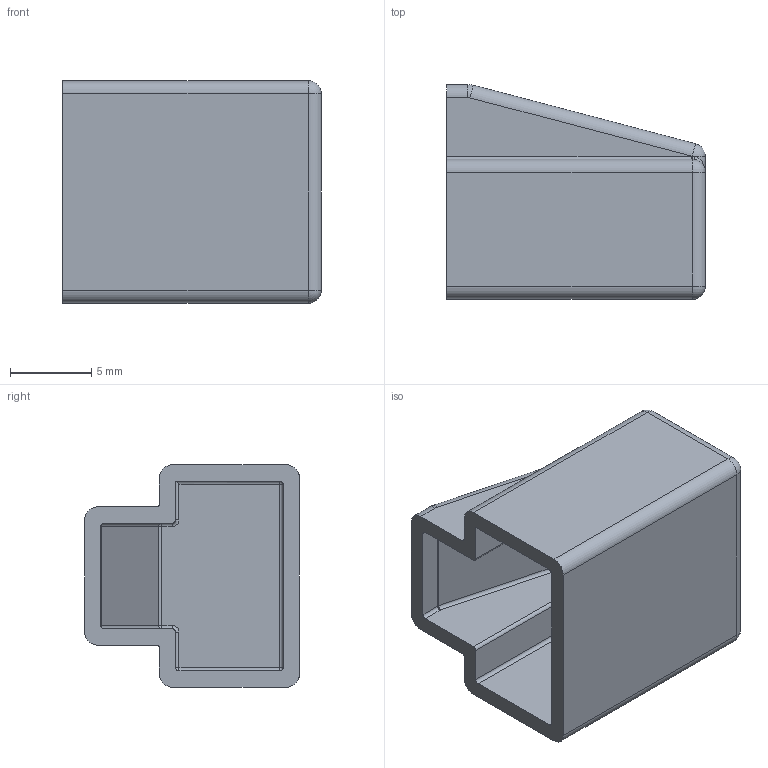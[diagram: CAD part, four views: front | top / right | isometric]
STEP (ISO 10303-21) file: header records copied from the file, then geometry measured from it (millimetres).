
FILE_DESCRIPTION (( 'STEP AP203' ), '1' );
FILE_NAME ('MP45P.STEP', '2013-06-03T13:03:43', ( 'x' ), ( '' ), 'SwSTEP 2.0', 'SolidWorks 2012', '' );
FILE_SCHEMA (( 'CONFIG_CONTROL_DESIGN' ));
Length unit declared in the file: millimetre
Products named in the file (1): MP45P
Bounding box: 15.9 x 13.2 x 13.68 mm (x, y, z)
Volume: 804.8 mm3; surface area: 1635 mm2
Topology: 1 solids, 1 shells, 83 faces, 195 edges, 106 vertices
Faces by surface type: cylinder 37, plane 21, sphere 11, bspline 8, torus 6
Entity records: 2445 total; most frequent: CARTESIAN_POINT 551, DIRECTION 401, ORIENTED_EDGE 372, EDGE_CURVE 186, AXIS2_PLACEMENT_3D 156, VERTEX_POINT 106, VECTOR 89, LINE 89
